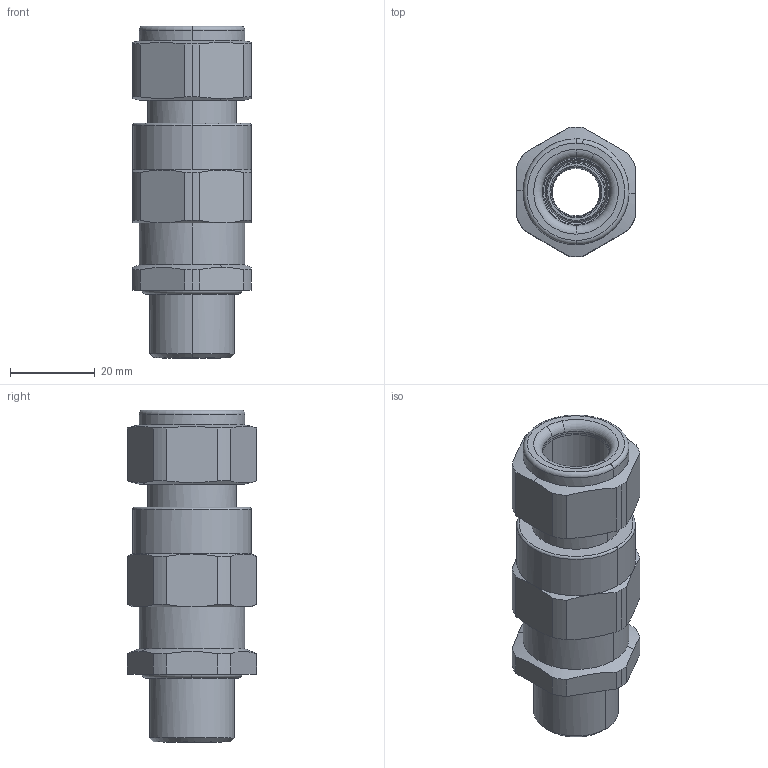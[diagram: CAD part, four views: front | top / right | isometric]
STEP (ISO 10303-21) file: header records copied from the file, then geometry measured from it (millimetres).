
FILE_DESCRIPTION(('CATIA V5 STEP Exchange','CAx-IF Rec.Pracs.--- Model Styling and Organization---1.4--- 2014-01-23'),'2;1');
FILE_NAME ('220936-1_0_1188030000_1188030000.stp','2023-01-03T07:24:55+00:00',('none'),('Weidmueller'),'CATIA Version 5-6 Release 2016 SP3 HF44','CATIA V5 STEP AP214','none');
FILE_SCHEMA(('AUTOMOTIVE_DESIGN { 1 0 10303 214 1 1 1 1 }'));
Length unit declared in the file: millimetre
Products named in the file (1): E1XZ/20S/M20-WM
Bounding box: 28 x 30.5 x 78.4 mm (x, y, z)
Volume: 28032.6 mm3; surface area: 19999.3 mm2
Topology: 4 solids, 4 shells, 227 faces, 542 edges, 336 vertices
Faces by surface type: cylinder 74, cone 66, torus 48, plane 39
Entity records: 6489 total; most frequent: CARTESIAN_POINT 1485, ORIENTED_EDGE 1084, DIRECTION 850, EDGE_CURVE 542, AXIS2_PLACEMENT_3D 508, VERTEX_POINT 336, CIRCLE 316, EDGE_LOOP 248
